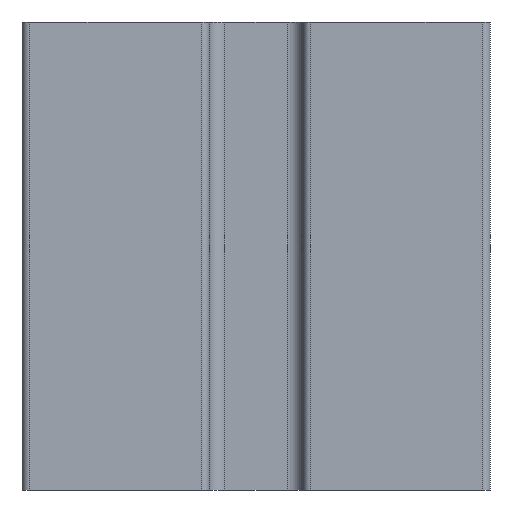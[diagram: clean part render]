
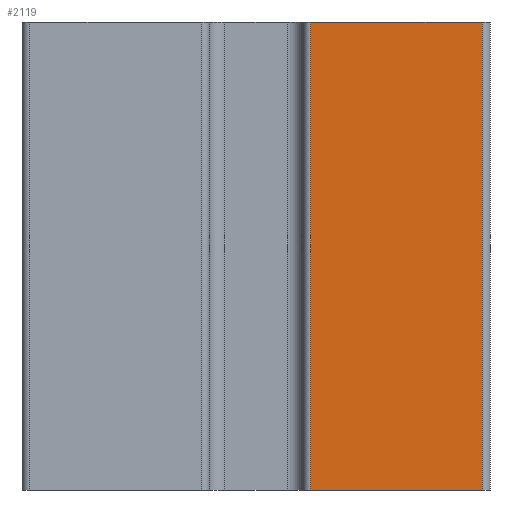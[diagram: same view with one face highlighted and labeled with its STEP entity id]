
A CAD part, left-side view. The second image highlights one B-rep face of the part: STEP entity #2119.
In plain terms, the highlighted planar face has unit normal (-1, 0, 0).
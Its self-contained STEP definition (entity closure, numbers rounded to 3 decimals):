
#94=FACE_OUTER_BOUND('',#210,.T.);
#210=EDGE_LOOP('',(#1552,#1553,#1554,#1555));
#448=LINE('',#3206,#661);
#496=LINE('',#3386,#709);
#497=LINE('',#3390,#710);
#498=LINE('',#3391,#711);
#661=VECTOR('',#2521,10.);
#709=VECTOR('',#2675,1000.);
#710=VECTOR('',#2680,1000.);
#711=VECTOR('',#2681,10.);
#894=VERTEX_POINT('',#3203);
#895=VERTEX_POINT('',#3205);
#974=VERTEX_POINT('',#3385);
#975=VERTEX_POINT('',#3389);
#1112=EDGE_CURVE('',#895,#894,#448,.T.);
#1202=EDGE_CURVE('',#974,#895,#496,.T.);
#1204=EDGE_CURVE('',#975,#894,#497,.T.);
#1205=EDGE_CURVE('',#974,#975,#498,.T.);
#1552=ORIENTED_EDGE('',*,*,#1112,.T.);
#1553=ORIENTED_EDGE('',*,*,#1204,.F.);
#1554=ORIENTED_EDGE('',*,*,#1205,.F.);
#1555=ORIENTED_EDGE('',*,*,#1202,.T.);
#2059=PLANE('',#2307);
#2119=ADVANCED_FACE('',(#94),#2059,.F.);
#2307=AXIS2_PLACEMENT_3D('',#3388,#2678,#2679);
#2521=DIRECTION('',(0.,-1.,0.));
#2675=DIRECTION('',(0.,0.,-1.));
#2678=DIRECTION('center_axis',(1.,0.,0.));
#2679=DIRECTION('ref_axis',(0.,1.,0.));
#2680=DIRECTION('',(0.,0.,-1.));
#2681=DIRECTION('',(0.,-1.,0.));
#3203=CARTESIAN_POINT('',(-7.5,-7.25,-70.));
#3205=CARTESIAN_POINT('',(-7.5,-1.75,-70.));
#3206=CARTESIAN_POINT('',(-7.5,-0.375,-70.));
#3385=CARTESIAN_POINT('',(-7.5,-1.75,-55.));
#3386=CARTESIAN_POINT('',(-7.5,-1.75,100.));
#3388=CARTESIAN_POINT('Origin',(-7.5,-1.75,100.));
#3389=CARTESIAN_POINT('',(-7.5,-7.25,-55.));
#3390=CARTESIAN_POINT('',(-7.5,-7.25,100.));
#3391=CARTESIAN_POINT('',(-7.5,-0.375,-55.));
